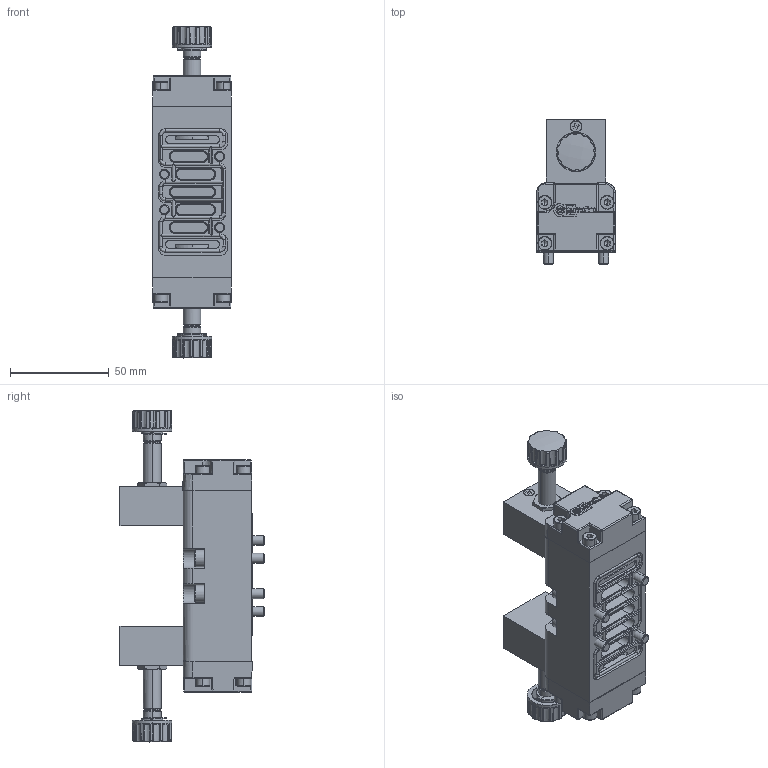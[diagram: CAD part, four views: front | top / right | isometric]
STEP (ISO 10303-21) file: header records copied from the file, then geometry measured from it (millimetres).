
FILE_DESCRIPTION (( 'STEP AP214' ), '1' );
FILE_NAME ('00_114_4.STEP', '2015-12-18T15:23:16', ( '' ), ( '' ), 'SwSTEP 2.0', 'SolidWorks 2015', '' );
FILE_SCHEMA (( 'AUTOMOTIVE_DESIGN' ));
Length unit declared in the file: millimetre
Products named in the file (1): 00_114_4
Bounding box: 40 x 73 x 168.3 mm (x, y, z)
Volume: 190071.2 mm3; surface area: 56544.2 mm2
Topology: 22 solids, 30 shells, 2478 faces, 6643 edges, 4253 vertices
Faces by surface type: plane 1627, cylinder 378, cone 286, bspline 187
Entity records: 115388 total; most frequent: CARTESIAN_POINT 30665, ORIENTED_EDGE 13206, DIRECTION 9937, EDGE_CURVE 6603, VERTEX_POINT 4253, LINE 3519, VECTOR 3519, AXIS2_PLACEMENT_3D 3209
